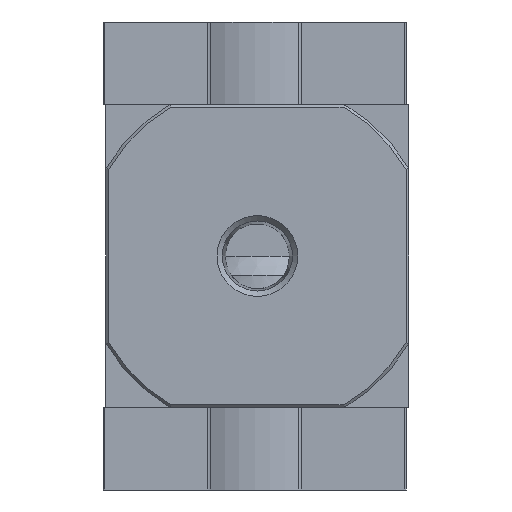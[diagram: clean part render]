
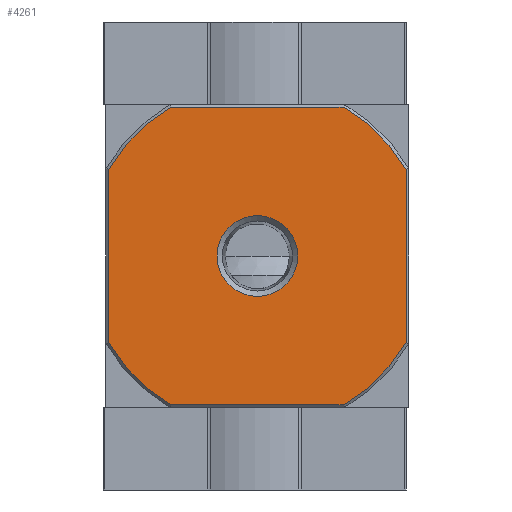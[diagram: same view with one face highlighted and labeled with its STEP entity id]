
A CAD part, front view. The second image highlights one B-rep face of the part: STEP entity #4261.
In plain terms, the highlighted planar face has unit normal (0, -1, 0).
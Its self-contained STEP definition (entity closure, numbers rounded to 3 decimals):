
#255=CIRCLE('',#4552,7.33);
#256=CIRCLE('',#4553,31.25);
#257=CIRCLE('',#4554,31.25);
#258=CIRCLE('',#4555,31.25);
#259=CIRCLE('',#4556,31.25);
#510=ORIENTED_EDGE('',*,*,#1544,.T.);
#511=ORIENTED_EDGE('',*,*,#1545,.T.);
#512=ORIENTED_EDGE('',*,*,#1546,.F.);
#513=ORIENTED_EDGE('',*,*,#1540,.T.);
#514=ORIENTED_EDGE('',*,*,#1547,.F.);
#515=ORIENTED_EDGE('',*,*,#1548,.F.);
#516=ORIENTED_EDGE('',*,*,#1549,.F.);
#517=ORIENTED_EDGE('',*,*,#1550,.F.);
#518=ORIENTED_EDGE('',*,*,#1551,.F.);
#1540=EDGE_CURVE('',#2057,#2058,#2407,.T.);
#1544=EDGE_CURVE('',#2061,#2061,#255,.T.);
#1545=EDGE_CURVE('',#2062,#2063,#2409,.T.);
#1546=EDGE_CURVE('',#2057,#2063,#256,.T.);
#1547=EDGE_CURVE('',#2064,#2058,#257,.T.);
#1548=EDGE_CURVE('',#2065,#2064,#2410,.T.);
#1549=EDGE_CURVE('',#2066,#2065,#258,.T.);
#1550=EDGE_CURVE('',#2067,#2066,#2411,.T.);
#1551=EDGE_CURVE('',#2062,#2067,#259,.T.);
#2057=VERTEX_POINT('',#6401);
#2058=VERTEX_POINT('',#6402);
#2061=VERTEX_POINT('',#6416);
#2062=VERTEX_POINT('',#6418);
#2063=VERTEX_POINT('',#6419);
#2064=VERTEX_POINT('',#6422);
#2065=VERTEX_POINT('',#6424);
#2066=VERTEX_POINT('',#6426);
#2067=VERTEX_POINT('',#6428);
#2407=LINE('',#6400,#2657);
#2409=LINE('',#6417,#2659);
#2410=LINE('',#6423,#2660);
#2411=LINE('',#6427,#2661);
#2657=VECTOR('',#5074,1000.);
#2659=VECTOR('',#5080,1000.);
#2660=VECTOR('',#5085,1000.);
#2661=VECTOR('',#5088,1000.);
#2906=EDGE_LOOP('',(#510));
#2907=EDGE_LOOP('',(#511,#512,#513,#514,#515,#516,#517,#518));
#3272=FACE_BOUND('',#2906,.T.);
#3273=FACE_BOUND('',#2907,.T.);
#3634=PLANE('',#4551);
#4261=ADVANCED_FACE('',(#3272,#3273),#3634,.F.);
#4551=AXIS2_PLACEMENT_3D('',#6414,#5076,#5077);
#4552=AXIS2_PLACEMENT_3D('',#6415,#5078,#5079);
#4553=AXIS2_PLACEMENT_3D('',#6420,#5081,#5082);
#4554=AXIS2_PLACEMENT_3D('',#6421,#5083,#5084);
#4555=AXIS2_PLACEMENT_3D('',#6425,#5086,#5087);
#4556=AXIS2_PLACEMENT_3D('',#6429,#5089,#5090);
#5074=DIRECTION('',(0.,0.,-1.));
#5076=DIRECTION('',(0.,1.,0.));
#5077=DIRECTION('',(0.,0.,1.));
#5078=DIRECTION('',(0.,1.,0.));
#5079=DIRECTION('',(-1.,0.,0.));
#5080=DIRECTION('',(-1.,0.,0.));
#5081=DIRECTION('',(0.,1.,0.));
#5082=DIRECTION('',(-1.,0.,0.));
#5083=DIRECTION('',(0.,1.,0.));
#5084=DIRECTION('',(-1.,0.,0.));
#5085=DIRECTION('',(-1.,0.,0.));
#5086=DIRECTION('',(0.,1.,0.));
#5087=DIRECTION('',(-1.,0.,0.));
#5088=DIRECTION('',(0.,0.,-1.));
#5089=DIRECTION('',(0.,1.,0.));
#5090=DIRECTION('',(-1.,0.,0.));
#6400=CARTESIAN_POINT('',(-27.,-27.5,27.5));
#6401=CARTESIAN_POINT('',(-27.,-27.5,15.734));
#6402=CARTESIAN_POINT('',(-27.,-27.5,-15.734));
#6414=CARTESIAN_POINT('',(-27.,-27.5,27.5));
#6415=CARTESIAN_POINT('',(0.,-27.5,0.));
#6416=CARTESIAN_POINT('',(-7.33,-27.5,0.));
#6417=CARTESIAN_POINT('',(27.5,-27.5,27.));
#6418=CARTESIAN_POINT('',(15.734,-27.5,27.));
#6419=CARTESIAN_POINT('',(-15.734,-27.5,27.));
#6420=CARTESIAN_POINT('',(0.,-27.5,0.));
#6421=CARTESIAN_POINT('',(0.,-27.5,0.));
#6422=CARTESIAN_POINT('',(-15.734,-27.5,-27.));
#6423=CARTESIAN_POINT('',(27.5,-27.5,-27.));
#6424=CARTESIAN_POINT('',(15.734,-27.5,-27.));
#6425=CARTESIAN_POINT('',(0.,-27.5,0.));
#6426=CARTESIAN_POINT('',(27.,-27.5,-15.734));
#6427=CARTESIAN_POINT('',(27.,-27.5,27.5));
#6428=CARTESIAN_POINT('',(27.,-27.5,15.734));
#6429=CARTESIAN_POINT('',(0.,-27.5,0.));
